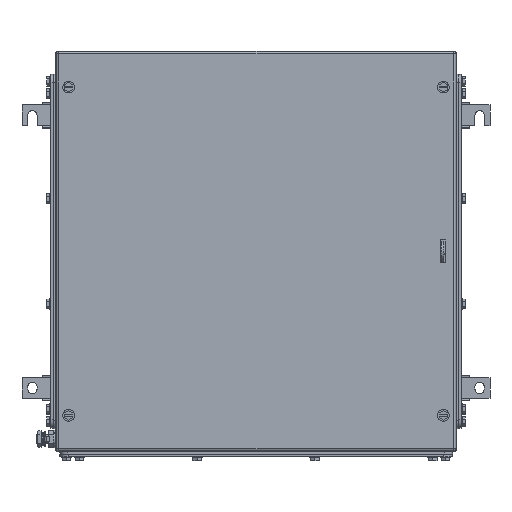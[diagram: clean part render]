
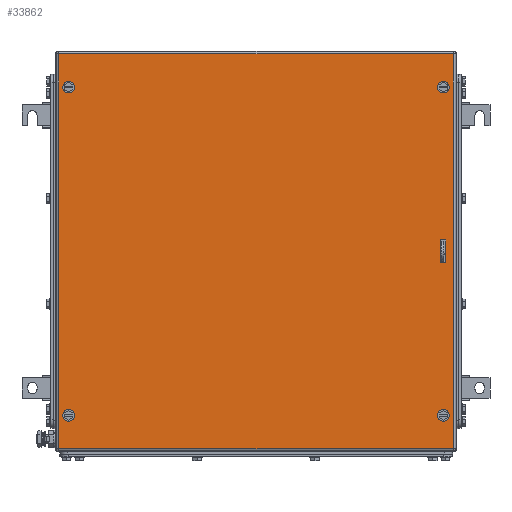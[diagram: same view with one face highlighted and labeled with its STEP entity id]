
A CAD part, top view. The second image highlights one B-rep face of the part: STEP entity #33862.
In plain terms, the highlighted planar face has unit normal (0, 0, 1).
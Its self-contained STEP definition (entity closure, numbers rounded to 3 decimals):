
#33702=AXIS2_PLACEMENT_3D('Circle Axis2P3D',#33700,#33701,$) ;
#33729=AXIS2_PLACEMENT_3D('Plane Axis2P3D',#33726,#33727,#33728) ;
#33767=AXIS2_PLACEMENT_3D('Circle Axis2P3D',#33765,#33766,$) ;
#33776=AXIS2_PLACEMENT_3D('Circle Axis2P3D',#33774,#33775,$) ;
#33785=AXIS2_PLACEMENT_3D('Circle Axis2P3D',#33783,#33784,$) ;
#33794=AXIS2_PLACEMENT_3D('Circle Axis2P3D',#33792,#33793,$) ;
#33803=AXIS2_PLACEMENT_3D('Circle Axis2P3D',#33801,#33802,$) ;
#33812=AXIS2_PLACEMENT_3D('Circle Axis2P3D',#33810,#33811,$) ;
#33821=AXIS2_PLACEMENT_3D('Circle Axis2P3D',#33819,#33820,$) ;
#33697=CARTESIAN_POINT('Vertex',(59.5,447.75,203.5)) ;
#33700=CARTESIAN_POINT('Axis2P3D Location',(56.,447.75,203.5)) ;
#33704=CARTESIAN_POINT('Vertex',(52.5,447.75,203.5)) ;
#33726=CARTESIAN_POINT('Axis2P3D Location',(280.5,251.,203.5)) ;
#33731=CARTESIAN_POINT('Line Origine',(280.5,487.5,203.5)) ;
#33735=CARTESIAN_POINT('Vertex',(517.,487.5,203.5)) ;
#33737=CARTESIAN_POINT('Vertex',(44.,487.5,203.5)) ;
#33740=CARTESIAN_POINT('Line Origine',(44.,251.,203.5)) ;
#33744=CARTESIAN_POINT('Vertex',(44.,14.5,203.5)) ;
#33747=CARTESIAN_POINT('Line Origine',(280.5,14.5,203.5)) ;
#33751=CARTESIAN_POINT('Vertex',(517.,14.5,203.5)) ;
#33754=CARTESIAN_POINT('Line Origine',(517.,251.,203.5)) ;
#33765=CARTESIAN_POINT('Axis2P3D Location',(56.,447.75,203.5)) ;
#33774=CARTESIAN_POINT('Axis2P3D Location',(56.,54.25,203.5)) ;
#33778=CARTESIAN_POINT('Vertex',(52.5,54.25,203.5)) ;
#33780=CARTESIAN_POINT('Vertex',(59.5,54.25,203.5)) ;
#33783=CARTESIAN_POINT('Axis2P3D Location',(56.,54.25,203.5)) ;
#33792=CARTESIAN_POINT('Axis2P3D Location',(505.,54.25,203.5)) ;
#33796=CARTESIAN_POINT('Vertex',(508.5,54.25,203.5)) ;
#33798=CARTESIAN_POINT('Vertex',(501.5,54.25,203.5)) ;
#33801=CARTESIAN_POINT('Axis2P3D Location',(505.,54.25,203.5)) ;
#33810=CARTESIAN_POINT('Axis2P3D Location',(505.,447.75,203.5)) ;
#33814=CARTESIAN_POINT('Vertex',(508.5,447.75,203.5)) ;
#33816=CARTESIAN_POINT('Vertex',(501.5,447.75,203.5)) ;
#33819=CARTESIAN_POINT('Axis2P3D Location',(505.,447.75,203.5)) ;
#33828=CARTESIAN_POINT('Line Origine',(504.75,237.5,203.5)) ;
#33832=CARTESIAN_POINT('Vertex',(508.,237.5,203.5)) ;
#33834=CARTESIAN_POINT('Vertex',(501.5,237.5,203.5)) ;
#33837=CARTESIAN_POINT('Line Origine',(501.5,251.,203.5)) ;
#33841=CARTESIAN_POINT('Vertex',(501.5,264.5,203.5)) ;
#33844=CARTESIAN_POINT('Line Origine',(504.75,264.5,203.5)) ;
#33848=CARTESIAN_POINT('Vertex',(508.,264.5,203.5)) ;
#33851=CARTESIAN_POINT('Line Origine',(508.,251.,203.5)) ;
#33701=DIRECTION('Axis2P3D Direction',(0.,0.,1.)) ;
#33727=DIRECTION('Axis2P3D Direction',(0.,0.,1.)) ;
#33728=DIRECTION('Axis2P3D XDirection',(1.,0.,0.)) ;
#33732=DIRECTION('Vector Direction',(1.,0.,0.)) ;
#33741=DIRECTION('Vector Direction',(0.,-1.,0.)) ;
#33748=DIRECTION('Vector Direction',(1.,0.,0.)) ;
#33755=DIRECTION('Vector Direction',(0.,1.,0.)) ;
#33766=DIRECTION('Axis2P3D Direction',(0.,0.,1.)) ;
#33775=DIRECTION('Axis2P3D Direction',(0.,0.,1.)) ;
#33784=DIRECTION('Axis2P3D Direction',(0.,0.,1.)) ;
#33793=DIRECTION('Axis2P3D Direction',(0.,0.,1.)) ;
#33802=DIRECTION('Axis2P3D Direction',(0.,0.,1.)) ;
#33811=DIRECTION('Axis2P3D Direction',(0.,0.,1.)) ;
#33820=DIRECTION('Axis2P3D Direction',(0.,0.,1.)) ;
#33829=DIRECTION('Vector Direction',(-1.,0.,0.)) ;
#33838=DIRECTION('Vector Direction',(0.,1.,0.)) ;
#33845=DIRECTION('Vector Direction',(1.,0.,0.)) ;
#33852=DIRECTION('Vector Direction',(0.,-1.,0.)) ;
#33733=VECTOR('Line Direction',#33732,1.) ;
#33742=VECTOR('Line Direction',#33741,1.) ;
#33749=VECTOR('Line Direction',#33748,1.) ;
#33756=VECTOR('Line Direction',#33755,1.) ;
#33830=VECTOR('Line Direction',#33829,1.) ;
#33839=VECTOR('Line Direction',#33838,1.) ;
#33846=VECTOR('Line Direction',#33845,1.) ;
#33853=VECTOR('Line Direction',#33852,1.) ;
#33760=ORIENTED_EDGE('',*,*,#33739,.T.) ;
#33761=ORIENTED_EDGE('',*,*,#33746,.T.) ;
#33762=ORIENTED_EDGE('',*,*,#33753,.T.) ;
#33763=ORIENTED_EDGE('',*,*,#33758,.T.) ;
#33771=ORIENTED_EDGE('',*,*,#33769,.F.) ;
#33772=ORIENTED_EDGE('',*,*,#33706,.F.) ;
#33789=ORIENTED_EDGE('',*,*,#33782,.F.) ;
#33790=ORIENTED_EDGE('',*,*,#33787,.F.) ;
#33807=ORIENTED_EDGE('',*,*,#33800,.F.) ;
#33808=ORIENTED_EDGE('',*,*,#33805,.F.) ;
#33825=ORIENTED_EDGE('',*,*,#33818,.F.) ;
#33826=ORIENTED_EDGE('',*,*,#33823,.F.) ;
#33857=ORIENTED_EDGE('',*,*,#33836,.T.) ;
#33858=ORIENTED_EDGE('',*,*,#33843,.T.) ;
#33859=ORIENTED_EDGE('',*,*,#33850,.T.) ;
#33860=ORIENTED_EDGE('',*,*,#33855,.T.) ;
#33773=FACE_BOUND('',#33770,.T.) ;
#33791=FACE_BOUND('',#33788,.T.) ;
#33809=FACE_BOUND('',#33806,.T.) ;
#33827=FACE_BOUND('',#33824,.T.) ;
#33861=FACE_BOUND('',#33856,.T.) ;
#33862=ADVANCED_FACE('ZUB_KTB_MH_480x480x200_3GP_AllCATPart.2\\ZUB_DE_KTB_MH_480X480.1\\DE_KTB_MH_PART_MASTER.1\\Koerper.2',(#33764,#33773,#33791,#33809,#33827,#33861),#33730,.T.) ;
#33703=CIRCLE('generated circle',#33702,3.5) ;
#33768=CIRCLE('generated circle',#33767,3.5) ;
#33777=CIRCLE('generated circle',#33776,3.5) ;
#33786=CIRCLE('generated circle',#33785,3.5) ;
#33795=CIRCLE('generated circle',#33794,3.5) ;
#33804=CIRCLE('generated circle',#33803,3.5) ;
#33813=CIRCLE('generated circle',#33812,3.5) ;
#33822=CIRCLE('generated circle',#33821,3.5) ;
#33706=EDGE_CURVE('',#33698,#33705,#33703,.T.) ;
#33739=EDGE_CURVE('',#33736,#33738,#33734,.F.) ;
#33746=EDGE_CURVE('',#33738,#33745,#33743,.T.) ;
#33753=EDGE_CURVE('',#33745,#33752,#33750,.T.) ;
#33758=EDGE_CURVE('',#33752,#33736,#33757,.T.) ;
#33769=EDGE_CURVE('',#33705,#33698,#33768,.T.) ;
#33782=EDGE_CURVE('',#33779,#33781,#33777,.T.) ;
#33787=EDGE_CURVE('',#33781,#33779,#33786,.T.) ;
#33800=EDGE_CURVE('',#33797,#33799,#33795,.T.) ;
#33805=EDGE_CURVE('',#33799,#33797,#33804,.T.) ;
#33818=EDGE_CURVE('',#33815,#33817,#33813,.T.) ;
#33823=EDGE_CURVE('',#33817,#33815,#33822,.T.) ;
#33836=EDGE_CURVE('',#33833,#33835,#33831,.T.) ;
#33843=EDGE_CURVE('',#33835,#33842,#33840,.T.) ;
#33850=EDGE_CURVE('',#33842,#33849,#33847,.T.) ;
#33855=EDGE_CURVE('',#33849,#33833,#33854,.T.) ;
#33759=EDGE_LOOP('',(#33760,#33761,#33762,#33763)) ;
#33770=EDGE_LOOP('',(#33771,#33772)) ;
#33788=EDGE_LOOP('',(#33789,#33790)) ;
#33806=EDGE_LOOP('',(#33807,#33808)) ;
#33824=EDGE_LOOP('',(#33825,#33826)) ;
#33856=EDGE_LOOP('',(#33857,#33858,#33859,#33860)) ;
#33764=FACE_OUTER_BOUND('',#33759,.T.) ;
#33734=LINE('Line',#33731,#33733) ;
#33743=LINE('Line',#33740,#33742) ;
#33750=LINE('Line',#33747,#33749) ;
#33757=LINE('Line',#33754,#33756) ;
#33831=LINE('Line',#33828,#33830) ;
#33840=LINE('Line',#33837,#33839) ;
#33847=LINE('Line',#33844,#33846) ;
#33854=LINE('Line',#33851,#33853) ;
#33730=PLANE('',#33729) ;
#33698=VERTEX_POINT('',#33697) ;
#33705=VERTEX_POINT('',#33704) ;
#33736=VERTEX_POINT('',#33735) ;
#33738=VERTEX_POINT('',#33737) ;
#33745=VERTEX_POINT('',#33744) ;
#33752=VERTEX_POINT('',#33751) ;
#33779=VERTEX_POINT('',#33778) ;
#33781=VERTEX_POINT('',#33780) ;
#33797=VERTEX_POINT('',#33796) ;
#33799=VERTEX_POINT('',#33798) ;
#33815=VERTEX_POINT('',#33814) ;
#33817=VERTEX_POINT('',#33816) ;
#33833=VERTEX_POINT('',#33832) ;
#33835=VERTEX_POINT('',#33834) ;
#33842=VERTEX_POINT('',#33841) ;
#33849=VERTEX_POINT('',#33848) ;
